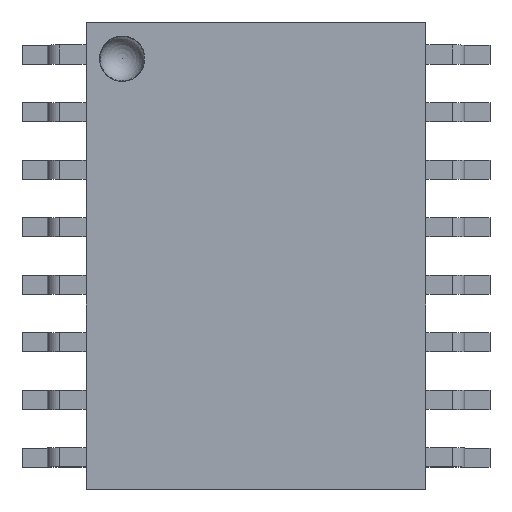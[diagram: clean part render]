
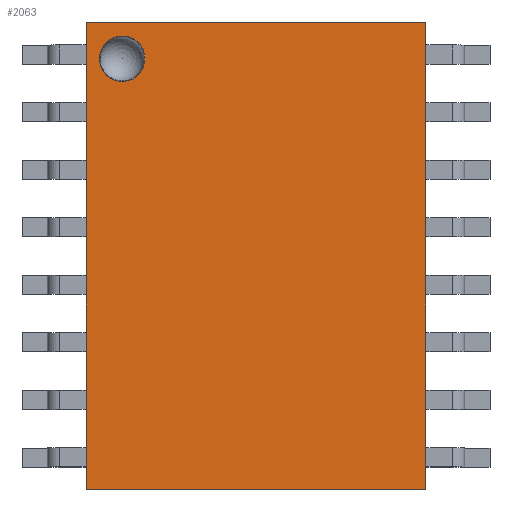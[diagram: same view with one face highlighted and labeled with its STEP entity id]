
A CAD part, top view. The second image highlights one B-rep face of the part: STEP entity #2063.
In plain terms, the highlighted planar face has unit normal (0, 0, 1).
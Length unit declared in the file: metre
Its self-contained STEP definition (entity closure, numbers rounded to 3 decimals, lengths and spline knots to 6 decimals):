
#2063 = ADVANCED_FACE( '', ( #4023, #4024 ), #4025, .T. );
#4023 = FACE_BOUND( '', #6843, .T. );
#4024 = FACE_OUTER_BOUND( '', #6844, .T. );
#4025 = PLANE( '', #6845 );
#6843 = EDGE_LOOP( '', ( #9244 ) );
#6844 = EDGE_LOOP( '', ( #9245, #9246, #9247, #9248 ) );
#6845 = AXIS2_PLACEMENT_3D( '', #9249, #9250, #9251 );
#9244 = ORIENTED_EDGE( '', *, *, #9596, .T. );
#9245 = ORIENTED_EDGE( '', *, *, #9486, .T. );
#9246 = ORIENTED_EDGE( '', *, *, #9511, .T. );
#9247 = ORIENTED_EDGE( '', *, *, #9517, .T. );
#9248 = ORIENTED_EDGE( '', *, *, #9457, .T. );
#9249 = CARTESIAN_POINT( '', ( -0.00375, -0.00515, 0.0025 ) );
#9250 = DIRECTION( '', ( 0., 0., 1. ) );
#9251 = DIRECTION( '', ( 1., 0., 0. ) );
#9457 = EDGE_CURVE( '', #9677, #9678, #9679, .T. );
#9486 = EDGE_CURVE( '', #9678, #9709, #9712, .T. );
#9511 = EDGE_CURVE( '', #9709, #9737, #9738, .T. );
#9517 = EDGE_CURVE( '', #9737, #9677, #9745, .T. );
#9596 = EDGE_CURVE( '', #9823, #9823, #9824, .T. );
#9677 = VERTEX_POINT( '', #9923 );
#9678 = VERTEX_POINT( '', #9924 );
#9679 = B_SPLINE_CURVE_WITH_KNOTS( '', 1, ( #9925, #9926 ), .UNSPECIFIED., .F., .F., ( 2, 2 ), ( 0., 1. ), .UNSPECIFIED. );
#9709 = VERTEX_POINT( '', #9959 );
#9712 = B_SPLINE_CURVE_WITH_KNOTS( '', 1, ( #9963, #9964 ), .UNSPECIFIED., .F., .F., ( 2, 2 ), ( 0., 1. ), .UNSPECIFIED. );
#9737 = VERTEX_POINT( '', #9990 );
#9738 = B_SPLINE_CURVE_WITH_KNOTS( '', 1, ( #9991, #9992 ), .UNSPECIFIED., .F., .F., ( 2, 2 ), ( 0., 1. ), .UNSPECIFIED. );
#9745 = B_SPLINE_CURVE_WITH_KNOTS( '', 1, ( #10002, #10003 ), .UNSPECIFIED., .F., .F., ( 2, 2 ), ( 0., 1. ), .UNSPECIFIED. );
#9823 = VERTEX_POINT( '', #10081 );
#9824 = B_SPLINE_CURVE_WITH_KNOTS( '', 3, ( #10082, #10083, #10084, #10085, #10086, #10087, #10088, #10089, #10090, #10091, #10092, #10093, #10094, #10095, #10096, #10097, #10098, #10099, #10100 ), .UNSPECIFIED., .T., .F., ( 2, 1, 1, 1, 1, 1, 1, 1, 1, 1, 1, 1, 1, 1, 1, 1, 1, 1, 1, 1, 2 ), ( -0.125, -0.0625, 0., 0.0625, 0.125, 0.1875, 0.25, 0.3125, 0.375, 0.4375, 0.5, 0.5625, 0.625, 0.6875, 0.75, 0.8125, 0.875, 0.9375, 1., 1.0625, 1.125 ), .UNSPECIFIED. );
#9923 = CARTESIAN_POINT( '', ( -0.00375, -0.00515, 0.0025 ) );
#9924 = CARTESIAN_POINT( '', ( 0.00375, -0.00515, 0.0025 ) );
#9925 = CARTESIAN_POINT( '', ( -0.00375, -0.00515, 0.0025 ) );
#9926 = CARTESIAN_POINT( '', ( 0.00375, -0.00515, 0.0025 ) );
#9959 = CARTESIAN_POINT( '', ( 0.00375, 0.00515, 0.0025 ) );
#9963 = CARTESIAN_POINT( '', ( 0.00375, -0.00515, 0.0025 ) );
#9964 = CARTESIAN_POINT( '', ( 0.00375, 0.00515, 0.0025 ) );
#9990 = CARTESIAN_POINT( '', ( -0.00375, 0.00515, 0.0025 ) );
#9991 = CARTESIAN_POINT( '', ( 0.00375, 0.00515, 0.0025 ) );
#9992 = CARTESIAN_POINT( '', ( -0.00375, 0.00515, 0.0025 ) );
#10002 = CARTESIAN_POINT( '', ( -0.00375, 0.00515, 0.0025 ) );
#10003 = CARTESIAN_POINT( '', ( -0.00375, -0.00515, 0.0025 ) );
#10081 = CARTESIAN_POINT( '', ( -0.00245, 0.00435, 0.0025 ) );
#10082 = CARTESIAN_POINT( '', ( -0.002476, 0.004546, 0.0025 ) );
#10083 = CARTESIAN_POINT( '', ( -0.002437, 0.00435, 0.0025 ) );
#10084 = CARTESIAN_POINT( '', ( -0.002476, 0.004154, 0.0025 ) );
#10085 = CARTESIAN_POINT( '', ( -0.002587, 0.003987, 0.0025 ) );
#10086 = CARTESIAN_POINT( '', ( -0.002754, 0.003876, 0.0025 ) );
#10087 = CARTESIAN_POINT( '', ( -0.00295, 0.003837, 0.0025 ) );
#10088 = CARTESIAN_POINT( '', ( -0.003146, 0.003876, 0.0025 ) );
#10089 = CARTESIAN_POINT( '', ( -0.003313, 0.003987, 0.0025 ) );
#10090 = CARTESIAN_POINT( '', ( -0.003424, 0.004154, 0.0025 ) );
#10091 = CARTESIAN_POINT( '', ( -0.003463, 0.00435, 0.0025 ) );
#10092 = CARTESIAN_POINT( '', ( -0.003424, 0.004546, 0.0025 ) );
#10093 = CARTESIAN_POINT( '', ( -0.003313, 0.004713, 0.0025 ) );
#10094 = CARTESIAN_POINT( '', ( -0.003146, 0.004824, 0.0025 ) );
#10095 = CARTESIAN_POINT( '', ( -0.00295, 0.004863, 0.0025 ) );
#10096 = CARTESIAN_POINT( '', ( -0.002754, 0.004824, 0.0025 ) );
#10097 = CARTESIAN_POINT( '', ( -0.002587, 0.004713, 0.0025 ) );
#10098 = CARTESIAN_POINT( '', ( -0.002476, 0.004546, 0.0025 ) );
#10099 = CARTESIAN_POINT( '', ( -0.002437, 0.00435, 0.0025 ) );
#10100 = CARTESIAN_POINT( '', ( -0.002476, 0.004154, 0.0025 ) );
